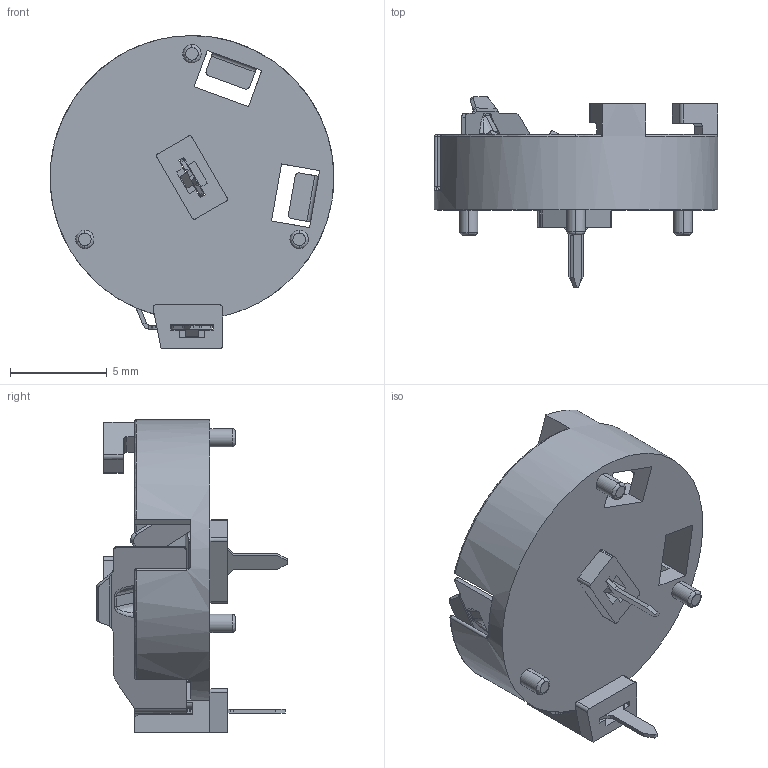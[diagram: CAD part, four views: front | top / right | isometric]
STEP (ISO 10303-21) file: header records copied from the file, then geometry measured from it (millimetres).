
FILE_DESCRIPTION (( 'STEP AP203' ), '1' );
FILE_NAME ('BH-98-1.STEP', '2022-11-15T01:56:31', ( '' ), ( '' ), 'SwSTEP 2.0', 'SolidWorks 2021', '' );
FILE_SCHEMA (( 'CONFIG_CONTROL_DESIGN' ));
Length unit declared in the file: millimetre
Products named in the file (1): BH-98-1
Bounding box: 14.7 x 9.88 x 16.2 mm (x, y, z)
Volume: 318.9 mm3; surface area: 935.7 mm2
Topology: 3 solids, 3 shells, 312 faces, 840 edges, 532 vertices
Faces by surface type: bspline 312
Entity records: 11279 total; most frequent: CARTESIAN_POINT 6289, ORIENTED_EDGE 1674, EDGE_CURVE 837, B_SPLINE_CURVE_WITH_KNOTS 693, VERTEX_POINT 532, EDGE_LOOP 327, ADVANCED_FACE 312, FACE_OUTER_BOUND 312
